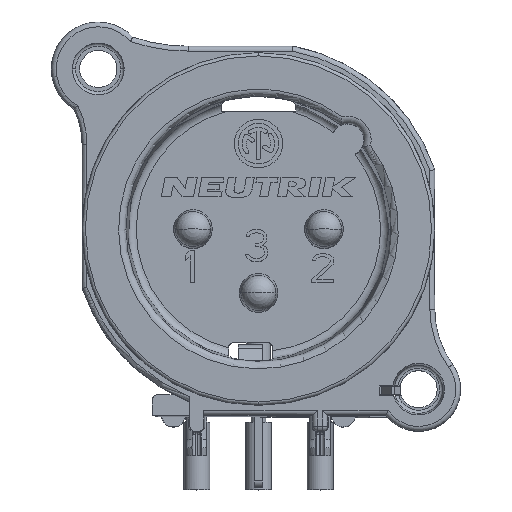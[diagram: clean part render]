
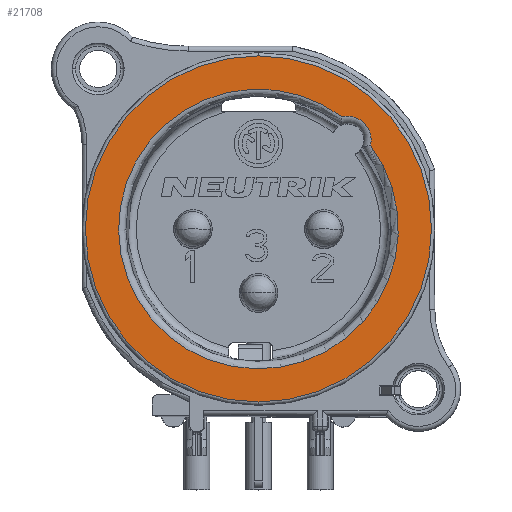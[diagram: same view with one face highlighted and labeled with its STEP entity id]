
A CAD part, top view. The second image highlights one B-rep face of the part: STEP entity #21708.
In plain terms, the highlighted planar face has unit normal (0, 0, 1).
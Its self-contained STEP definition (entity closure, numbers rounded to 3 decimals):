
#4166=CARTESIAN_POINT('',(0.,0.,2.7));
#4167=DIRECTION('',(0.,0.,-1.));
#4168=DIRECTION('',(0.,1.,0.));
#4169=AXIS2_PLACEMENT_3D('',#4166,#4167,#4168);
#4171=CARTESIAN_POINT('',(0.,0.,2.7));
#4172=DIRECTION('',(0.,0.,1.));
#4173=DIRECTION('',(0.,1.,0.));
#4174=AXIS2_PLACEMENT_3D('',#4171,#4172,#4173);
#4176=CARTESIAN_POINT('',(5.515,5.515,2.7));
#4177=DIRECTION('',(0.,0.,-1.));
#4178=DIRECTION('',(-0.235,0.972,0.));
#4179=AXIS2_PLACEMENT_3D('',#4176,#4177,#4178);
#4181=CARTESIAN_POINT('',(0.,0.,2.7));
#4182=DIRECTION('',(0.,0.,1.));
#4183=DIRECTION('',(0.599,0.801,0.));
#4184=AXIS2_PLACEMENT_3D('',#4181,#4182,#4183);
#14115=CARTESIAN_POINT('',(0.,10.7,2.7));
#14116=VERTEX_POINT('',#14115);
#14118=CARTESIAN_POINT('',(0.,-10.7,2.7));
#14120=VERTEX_POINT('',#14118);
#15758=CARTESIAN_POINT('',(5.175,6.925,2.7));
#15759=CARTESIAN_POINT('',(6.925,5.175,2.7));
#15760=VERTEX_POINT('',#15758);
#15761=VERTEX_POINT('',#15759);
#21693=CARTESIAN_POINT('',(0.,0.,2.7));
#21694=DIRECTION('',(0.,0.,-1.));
#21695=DIRECTION('',(0.,-1.,0.));
#21696=AXIS2_PLACEMENT_3D('',#21693,#21694,#21695);
#21697=PLANE('',#21696);
#21698=ORIENTED_EDGE('',*,*,#21675,.T.);
#21699=ORIENTED_EDGE('',*,*,#21686,.F.);
#21700=EDGE_LOOP('',(#21698,#21699));
#21701=FACE_OUTER_BOUND('',#21700,.F.);
#21703=ORIENTED_EDGE('',*,*,#21702,.F.);
#21705=ORIENTED_EDGE('',*,*,#21704,.T.);
#21706=EDGE_LOOP('',(#21703,#21705));
#21707=FACE_BOUND('',#21706,.F.);
#4170=CIRCLE('',#4169,10.7);
#4175=CIRCLE('',#4174,10.7);
#4180=CIRCLE('',#4179,1.45);
#4185=CIRCLE('',#4184,8.645);
#21675=EDGE_CURVE('',#14116,#14120,#4170,.T.);
#21686=EDGE_CURVE('',#14116,#14120,#4175,.T.);
#21702=EDGE_CURVE('',#15760,#15761,#4180,.T.);
#21704=EDGE_CURVE('',#15760,#15761,#4185,.T.);
#21708=ADVANCED_FACE('',(#21701,#21707),#21697,.F.);
